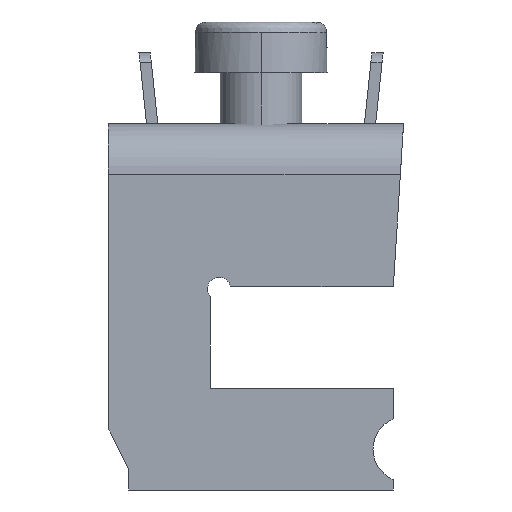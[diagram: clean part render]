
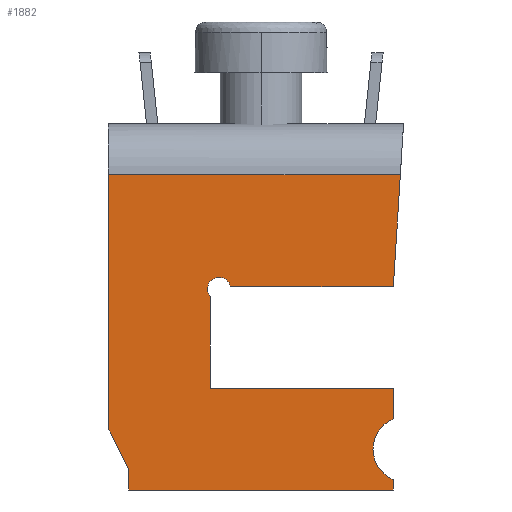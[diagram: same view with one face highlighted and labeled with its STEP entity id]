
A CAD part, left-side view. The second image highlights one B-rep face of the part: STEP entity #1882.
In plain terms, the highlighted face is planar.
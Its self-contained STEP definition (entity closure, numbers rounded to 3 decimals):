
#5 = VERTEX_POINT ( 'NONE', #1851 ) ;
#10 = VERTEX_POINT ( 'NONE', #952 ) ;
#19 = CARTESIAN_POINT ( 'NONE',  ( 10., 19., 16. ) ) ;
#29 = EDGE_LOOP ( 'NONE', ( #1167, #3102, #2151, #2197, #1817, #1413, #540, #3778, #1348, #3249, #1967, #1171, #885 ) ) ;
#55 = VERTEX_POINT ( 'NONE', #2474 ) ;
#80 = CARTESIAN_POINT ( 'NONE',  ( 28., 7., 16. ) ) ;
#112 = VERTEX_POINT ( 'NONE', #481 ) ;
#151 = CARTESIAN_POINT ( 'NONE',  ( 14.723, 20., 16. ) ) ;
#159 = DIRECTION ( 'NONE',  ( 0.447, -0.894, 0. ) ) ;
#173 = VERTEX_POINT ( 'NONE', #819 ) ;
#234 = VECTOR ( 'NONE', #315, 1000. ) ;
#315 = DIRECTION ( 'NONE',  ( 0., 1., 0. ) ) ;
#362 = EDGE_CURVE ( 'NONE', #3763, #3661, #1114, .T. ) ;
#401 = DIRECTION ( 'NONE',  ( 0., 1., 0. ) ) ;
#433 = LINE ( 'NONE', #2915, #1749 ) ;
#461 = CARTESIAN_POINT ( 'NONE',  ( 2., 18.229, 16. ) ) ;
#481 = CARTESIAN_POINT ( 'NONE',  ( 0., 6., 16. ) ) ;
#540 = ORIENTED_EDGE ( 'NONE', *, *, #1367, .T. ) ;
#546 = CARTESIAN_POINT ( 'NONE',  ( 28., 0., 16. ) ) ;
#564 = CARTESIAN_POINT ( 'NONE',  ( 14.723, 10., 16. ) ) ;
#677 = VECTOR ( 'NONE', #159, 1000. ) ;
#713 = CIRCLE ( 'NONE', #3561, 3.25 ) ;
#775 = CARTESIAN_POINT ( 'NONE',  ( 29.25, 4., 16. ) ) ;
#811 = EDGE_CURVE ( 'NONE', #2175, #5, #1715, .T. ) ;
#812 = CARTESIAN_POINT ( 'NONE',  ( 14.723, 18.229, 16. ) ) ;
#819 = CARTESIAN_POINT ( 'NONE',  ( 0., 31., 16. ) ) ;
#827 = CARTESIAN_POINT ( 'NONE',  ( 7.361, 31., 16. ) ) ;
#885 = ORIENTED_EDGE ( 'NONE', *, *, #1622, .T. ) ;
#952 = CARTESIAN_POINT ( 'NONE',  ( 12., 20., 16. ) ) ;
#975 = LINE ( 'NONE', #3880, #234 ) ;
#1022 = DIRECTION ( 'NONE',  ( 0., 1., 0. ) ) ;
#1114 = LINE ( 'NONE', #1452, #1593 ) ;
#1167 = ORIENTED_EDGE ( 'NONE', *, *, #2496, .T. ) ;
#1171 = ORIENTED_EDGE ( 'NONE', *, *, #3496, .T. ) ;
#1195 = EDGE_CURVE ( 'NONE', #3355, #2175, #3122, .T. ) ;
#1244 = LINE ( 'NONE', #564, #3028 ) ;
#1251 = CARTESIAN_POINT ( 'NONE',  ( 14.723, 0., 16. ) ) ;
#1256 = VECTOR ( 'NONE', #1022, 1000. ) ;
#1299 = VECTOR ( 'NONE', #1440, 1000. ) ;
#1316 = CARTESIAN_POINT ( 'NONE',  ( 0., 6., 16. ) ) ;
#1341 = LINE ( 'NONE', #827, #1299 ) ;
#1348 = ORIENTED_EDGE ( 'NONE', *, *, #811, .T. ) ;
#1367 = EDGE_CURVE ( 'NONE', #2114, #3355, #3029, .T. ) ;
#1391 = PLANE ( 'NONE',  #1545 ) ;
#1413 = ORIENTED_EDGE ( 'NONE', *, *, #3145, .T. ) ;
#1440 = DIRECTION ( 'NONE',  ( 1., 0., 0. ) ) ;
#1452 = CARTESIAN_POINT ( 'NONE',  ( 28., 20., 16. ) ) ;
#1477 = EDGE_CURVE ( 'NONE', #173, #3661, #1341, .T. ) ;
#1545 = AXIS2_PLACEMENT_3D ( 'NONE', #812, #2290, #2441 ) ;
#1593 = VECTOR ( 'NONE', #3266, 1000. ) ;
#1605 = DIRECTION ( 'NONE',  ( 0., 0., -1. ) ) ;
#1622 = EDGE_CURVE ( 'NONE', #3857, #2842, #433, .T. ) ;
#1715 = LINE ( 'NONE', #80, #1256 ) ;
#1749 = VECTOR ( 'NONE', #2294, 1000. ) ;
#1817 = ORIENTED_EDGE ( 'NONE', *, *, #2488, .F. ) ;
#1851 = CARTESIAN_POINT ( 'NONE',  ( 28., 1., 16. ) ) ;
#1882 = ADVANCED_FACE ( 'NONE', ( #3435 ), #1391, .T. ) ;
#1918 = DIRECTION ( 'NONE',  ( 1., 0., 0. ) ) ;
#1936 = DIRECTION ( 'NONE',  ( 1., 0., 0. ) ) ;
#1967 = ORIENTED_EDGE ( 'NONE', *, *, #3277, .T. ) ;
#2085 = VECTOR ( 'NONE', #1936, 1000. ) ;
#2114 = VERTEX_POINT ( 'NONE', #3800 ) ;
#2151 = ORIENTED_EDGE ( 'NONE', *, *, #362, .T. ) ;
#2163 = CARTESIAN_POINT ( 'NONE',  ( 2., 0., 16. ) ) ;
#2175 = VERTEX_POINT ( 'NONE', #546 ) ;
#2197 = ORIENTED_EDGE ( 'NONE', *, *, #1477, .F. ) ;
#2224 = VECTOR ( 'NONE', #3769, 1000. ) ;
#2267 = VECTOR ( 'NONE', #401, 1000. ) ;
#2271 = DIRECTION ( 'NONE',  ( 1., 0., 0. ) ) ;
#2290 = DIRECTION ( 'NONE',  ( 0., 0., 1. ) ) ;
#2294 = DIRECTION ( 'NONE',  ( 0., 1., 0. ) ) ;
#2441 = DIRECTION ( 'NONE',  ( 1., 0., 0. ) ) ;
#2474 = CARTESIAN_POINT ( 'NONE',  ( 28., 10., 16. ) ) ;
#2488 = EDGE_CURVE ( 'NONE', #112, #173, #3590, .T. ) ;
#2495 = CARTESIAN_POINT ( 'NONE',  ( 10.875, 19.75, 16. ) ) ;
#2496 = EDGE_CURVE ( 'NONE', #2842, #10, #3199, .T. ) ;
#2506 = LINE ( 'NONE', #2528, #677 ) ;
#2528 = CARTESIAN_POINT ( 'NONE',  ( 0., 6., 16. ) ) ;
#2648 = EDGE_CURVE ( 'NONE', #10, #3763, #2688, .T. ) ;
#2688 = LINE ( 'NONE', #151, #2085 ) ;
#2806 = CARTESIAN_POINT ( 'NONE',  ( 28., 20., 16. ) ) ;
#2841 = DIRECTION ( 'NONE',  ( 0., 0., -1. ) ) ;
#2842 = VERTEX_POINT ( 'NONE', #19 ) ;
#2915 = CARTESIAN_POINT ( 'NONE',  ( 10., 18.229, 16. ) ) ;
#2972 = DIRECTION ( 'NONE',  ( -1., 0., 0. ) ) ;
#3028 = VECTOR ( 'NONE', #2972, 1000. ) ;
#3029 = LINE ( 'NONE', #461, #2224 ) ;
#3072 = CARTESIAN_POINT ( 'NONE',  ( 28.688, 31., 16. ) ) ;
#3102 = ORIENTED_EDGE ( 'NONE', *, *, #2648, .T. ) ;
#3122 = LINE ( 'NONE', #1251, #3431 ) ;
#3145 = EDGE_CURVE ( 'NONE', #112, #2114, #2506, .T. ) ;
#3199 = CIRCLE ( 'NONE', #3420, 1.152 ) ;
#3249 = ORIENTED_EDGE ( 'NONE', *, *, #3899, .T. ) ;
#3266 = DIRECTION ( 'NONE',  ( 0.062, 0.998, 0. ) ) ;
#3277 = EDGE_CURVE ( 'NONE', #3373, #55, #975, .T. ) ;
#3280 = CARTESIAN_POINT ( 'NONE',  ( 28., 7., 16. ) ) ;
#3331 = DIRECTION ( 'NONE',  ( 1., 0., 0. ) ) ;
#3355 = VERTEX_POINT ( 'NONE', #2163 ) ;
#3373 = VERTEX_POINT ( 'NONE', #3280 ) ;
#3420 = AXIS2_PLACEMENT_3D ( 'NONE', #2495, #1605, #1918 ) ;
#3431 = VECTOR ( 'NONE', #3331, 1000. ) ;
#3435 = FACE_OUTER_BOUND ( 'NONE', #29, .T. ) ;
#3496 = EDGE_CURVE ( 'NONE', #55, #3857, #1244, .T. ) ;
#3561 = AXIS2_PLACEMENT_3D ( 'NONE', #775, #2841, #2271 ) ;
#3590 = LINE ( 'NONE', #1316, #2267 ) ;
#3661 = VERTEX_POINT ( 'NONE', #3072 ) ;
#3740 = CARTESIAN_POINT ( 'NONE',  ( 10., 10., 16. ) ) ;
#3763 = VERTEX_POINT ( 'NONE', #2806 ) ;
#3769 = DIRECTION ( 'NONE',  ( 0., -1., 0. ) ) ;
#3778 = ORIENTED_EDGE ( 'NONE', *, *, #1195, .T. ) ;
#3800 = CARTESIAN_POINT ( 'NONE',  ( 2., 2., 16. ) ) ;
#3857 = VERTEX_POINT ( 'NONE', #3740 ) ;
#3880 = CARTESIAN_POINT ( 'NONE',  ( 28., 18.229, 16. ) ) ;
#3899 = EDGE_CURVE ( 'NONE', #5, #3373, #713, .T. ) ;
